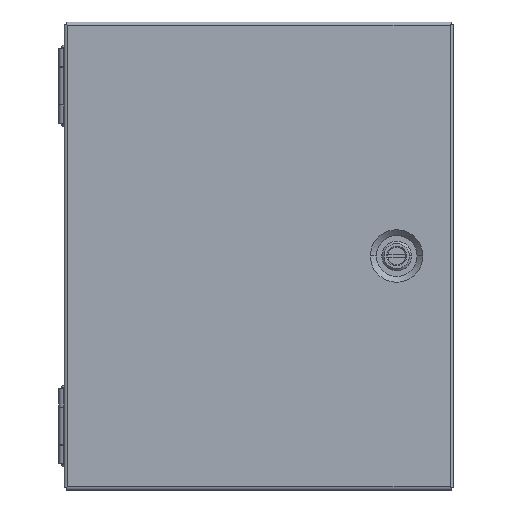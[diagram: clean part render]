
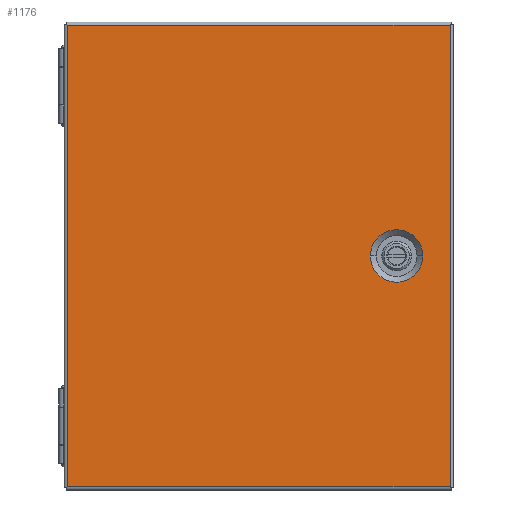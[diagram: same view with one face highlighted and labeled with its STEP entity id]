
A CAD part, top view. The second image highlights one B-rep face of the part: STEP entity #1176.
In plain terms, the highlighted planar face has unit normal (0, 0, 1).
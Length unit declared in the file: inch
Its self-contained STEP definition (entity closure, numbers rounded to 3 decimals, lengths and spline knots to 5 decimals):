
#530 = CARTESIAN_POINT ( 'NONE',  ( 5.0425, -6.1035, 4.118 ) ) ;
#950 = AXIS2_PLACEMENT_3D ( 'NONE', #15647, #15272, #10156 ) ;
#993 = CARTESIAN_POINT ( 'NONE',  ( -5.0855, -6.1035, 4.118 ) ) ;
#1176 = ADVANCED_FACE ( 'NONE', ( #9727, #4919 ), #21888, .T. ) ;
#1636 = EDGE_LOOP ( 'NONE', ( #18689, #8379, #13092, #14602 ) ) ;
#2468 = LINE ( 'NONE', #21252, #14611 ) ;
#3058 = VERTEX_POINT ( 'NONE', #530 ) ;
#3208 = DIRECTION ( 'NONE',  ( 0., 0., 1. ) ) ;
#3214 = VERTEX_POINT ( 'NONE', #9976 ) ;
#4289 = DIRECTION ( 'NONE',  ( 0., 1., 0. ) ) ;
#4799 = CARTESIAN_POINT ( 'NONE',  ( 3.6285, 0.0005, 4.118 ) ) ;
#4807 = CIRCLE ( 'NONE', #8454, 0.69489 ) ;
#4919 = FACE_OUTER_BOUND ( 'NONE', #1636, .T. ) ;
#6114 = CARTESIAN_POINT ( 'NONE',  ( -5.0855, 6.1045, 4.118 ) ) ;
#6284 = VECTOR ( 'NONE', #11482, 39.37008 ) ;
#6763 = EDGE_CURVE ( 'NONE', #17773, #15264, #15114, .T. ) ;
#7042 = VECTOR ( 'NONE', #7947, 39.37008 ) ;
#7560 = ORIENTED_EDGE ( 'NONE', *, *, #17644, .T. ) ;
#7947 = DIRECTION ( 'NONE',  ( 0., -1., 0. ) ) ;
#8027 = EDGE_CURVE ( 'NONE', #3058, #17773, #2468, .T. ) ;
#8222 = AXIS2_PLACEMENT_3D ( 'NONE', #20293, #3208, #15396 ) ;
#8281 = CARTESIAN_POINT ( 'NONE',  ( 5.0425, 6.1045, 4.118 ) ) ;
#8369 = LINE ( 'NONE', #18512, #19197 ) ;
#8379 = ORIENTED_EDGE ( 'NONE', *, *, #18532, .T. ) ;
#8454 = AXIS2_PLACEMENT_3D ( 'NONE', #4799, #21994, #22216 ) ;
#9415 = EDGE_CURVE ( 'NONE', #3214, #3058, #8369, .T. ) ;
#9727 = FACE_BOUND ( 'NONE', #14732, .T. ) ;
#9976 = CARTESIAN_POINT ( 'NONE',  ( -5.0855, -6.1035, 4.118 ) ) ;
#10156 = DIRECTION ( 'NONE',  ( 1., 0., 0. ) ) ;
#10932 = VERTEX_POINT ( 'NONE', #13854 ) ;
#11373 = LINE ( 'NONE', #993, #7042 ) ;
#11482 = DIRECTION ( 'NONE',  ( -1., 0., 0. ) ) ;
#13092 = ORIENTED_EDGE ( 'NONE', *, *, #9415, .T. ) ;
#13194 = EDGE_CURVE ( 'NONE', #22147, #10932, #20583, .T. ) ;
#13854 = CARTESIAN_POINT ( 'NONE',  ( 4.32339, 0.0005, 4.118 ) ) ;
#14602 = ORIENTED_EDGE ( 'NONE', *, *, #8027, .T. ) ;
#14611 = VECTOR ( 'NONE', #4289, 39.37008 ) ;
#14732 = EDGE_LOOP ( 'NONE', ( #7560, #21729 ) ) ;
#14979 = DIRECTION ( 'NONE',  ( 1., 0., 0. ) ) ;
#15114 = LINE ( 'NONE', #8281, #6284 ) ;
#15264 = VERTEX_POINT ( 'NONE', #6114 ) ;
#15272 = DIRECTION ( 'NONE',  ( 0., 0., -1. ) ) ;
#15396 = DIRECTION ( 'NONE',  ( 1., 0., 0. ) ) ;
#15647 = CARTESIAN_POINT ( 'NONE',  ( 3.6285, 0.0005, 4.118 ) ) ;
#17333 = CARTESIAN_POINT ( 'NONE',  ( 5.0425, 6.1045, 4.118 ) ) ;
#17644 = EDGE_CURVE ( 'NONE', #10932, #22147, #4807, .T. ) ;
#17773 = VERTEX_POINT ( 'NONE', #17333 ) ;
#18512 = CARTESIAN_POINT ( 'NONE',  ( 5.0425, -6.1035, 4.118 ) ) ;
#18532 = EDGE_CURVE ( 'NONE', #15264, #3214, #11373, .T. ) ;
#18689 = ORIENTED_EDGE ( 'NONE', *, *, #6763, .T. ) ;
#19197 = VECTOR ( 'NONE', #14979, 39.37008 ) ;
#20293 = CARTESIAN_POINT ( 'NONE',  ( 5.0425, -6.1035, 4.118 ) ) ;
#20583 = CIRCLE ( 'NONE', #950, 0.69489 ) ;
#21252 = CARTESIAN_POINT ( 'NONE',  ( 5.0425, -6.1035, 4.118 ) ) ;
#21729 = ORIENTED_EDGE ( 'NONE', *, *, #13194, .T. ) ;
#21888 = PLANE ( 'NONE',  #8222 ) ;
#21994 = DIRECTION ( 'NONE',  ( 0., 0., -1. ) ) ;
#22131 = CARTESIAN_POINT ( 'NONE',  ( 2.93361, 0.0005, 4.118 ) ) ;
#22147 = VERTEX_POINT ( 'NONE', #22131 ) ;
#22216 = DIRECTION ( 'NONE',  ( 1., 0., 0. ) ) ;
